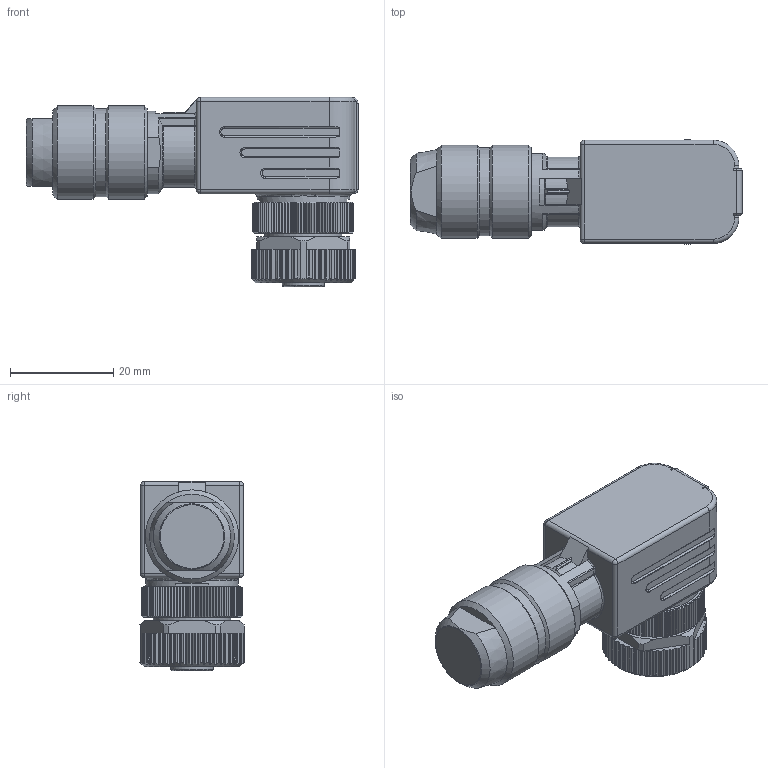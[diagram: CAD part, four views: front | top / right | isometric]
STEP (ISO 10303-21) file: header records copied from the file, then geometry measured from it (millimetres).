
FILE_DESCRIPTION(/* description */ (''),/* implementation_level */ '2;1');
FILE_NAME(/* name */ '99 1438 820 05 001_01.stp',/* time_stamp */ '2014-05-07T15:03:27+02:00',/* author */ (''),/* organization */ (''),/* preprocessor_version */ 'ST-DEVELOPER v14',/* originating_system */ 'SIEMENS PLM Software NX 8.0',/* authorisation */ '');
FILE_SCHEMA (('AP203_CONFIGURATION_CONTROLLED_3D_DESIGN_OF_MECHANICAL_PARTS_AND_ASSEMBLIES_MIM_LF { 1 0 10303 403 2 1 2}'));
Length unit declared in the file: millimetre
Products named in the file (1): cerl108446D97ewa
Bounding box: 64.4 x 20.2 x 36.7 mm (x, y, z)
Volume: 22983.6 mm3; surface area: 7533.5 mm2
Topology: 1 solids, 1 shells, 1039 faces, 2564 edges, 1545 vertices
Faces by surface type: plane 471, cylinder 292, cone 243, torus 25, sphere 6, bspline 2
Full cylindrical faces by diameter (mm): 1.05 x5, 1.1 x5, 1.6 x5, 1.65 x5, 10.917 x1, 15 x1, 17.1 x1, 18 x1, 18.1 x2
Entity records: 32053 total; most frequent: CARTESIAN_POINT 8786, ORIENTED_EDGE 4936, DIRECTION 4684, EDGE_CURVE 2468, AXIS2_PLACEMENT_3D 1861, VERTEX_POINT 1508, EDGE_LOOP 1108, ADVANCED_FACE 1035
